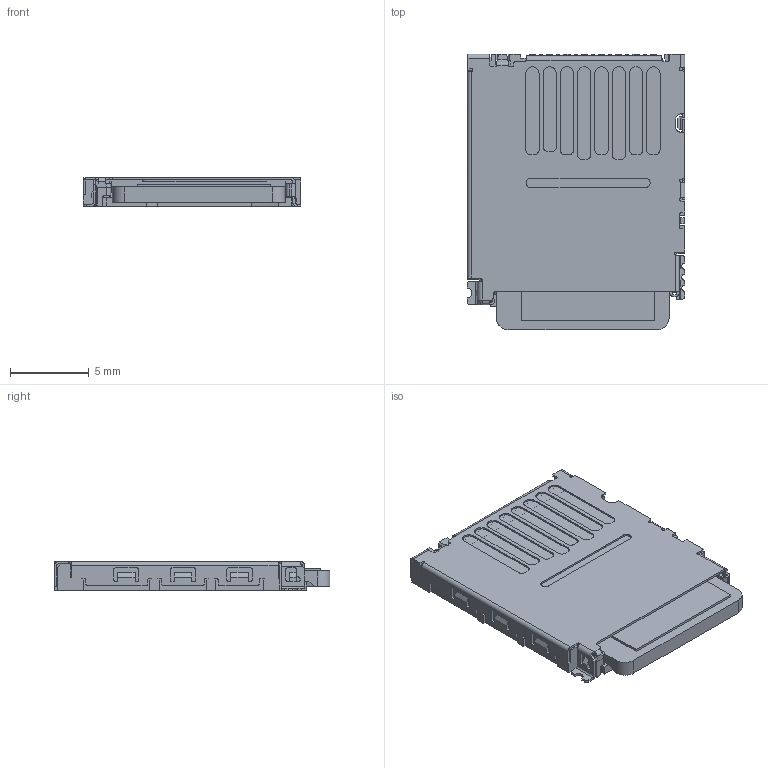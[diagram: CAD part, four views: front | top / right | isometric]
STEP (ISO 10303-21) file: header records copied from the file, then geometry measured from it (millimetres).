
FILE_DESCRIPTION(('FreeCAD Model'),'2;1');
FILE_NAME('Open CASCADE Shape Model','2024-01-19T17:17:19',('Author'),( ''),'Open CASCADE STEP processor 7.6','FreeCAD','Unknown');
FILE_SCHEMA(('AUTOMOTIVE_DESIGN { 1 0 10303 214 1 1 1 1 }'));
Length unit declared in the file: millimetre
Products named in the file (5): Unnamed; CARD001; CARD; DM3BT001; DM3BT
Assembly tree (4 placements, depth 3):
  Unnamed
    CARD001
      CARD
    DM3BT001
      DM3BT
Bounding box: 13.85 x 17.55 x 1.83 mm (x, y, z)
Volume: 316 mm3; surface area: 1305.4 mm2
Topology: 2 solids, 23 shells, 1130 faces, 3113 edges, 2046 vertices
Faces by surface type: plane 864, cylinder 220, bspline 42, revolution 4
Entity records: 37125 total; most frequent: CARTESIAN_POINT 8259, ORIENTED_EDGE 6226, DIRECTION 5625, EDGE_CURVE 3113, LINE 2489, VECTOR 2489, VERTEX_POINT 2046, AXIS2_PLACEMENT_3D 1566
